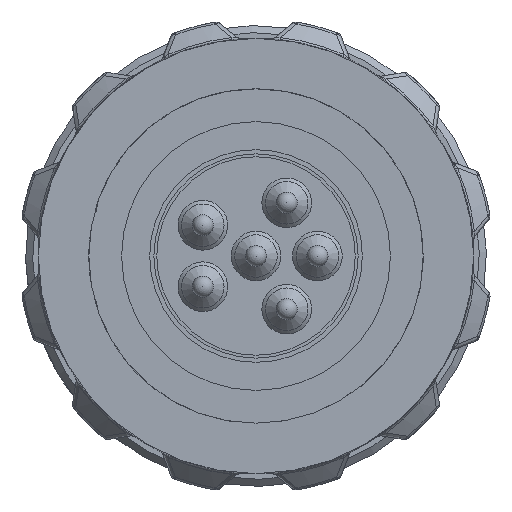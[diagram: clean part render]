
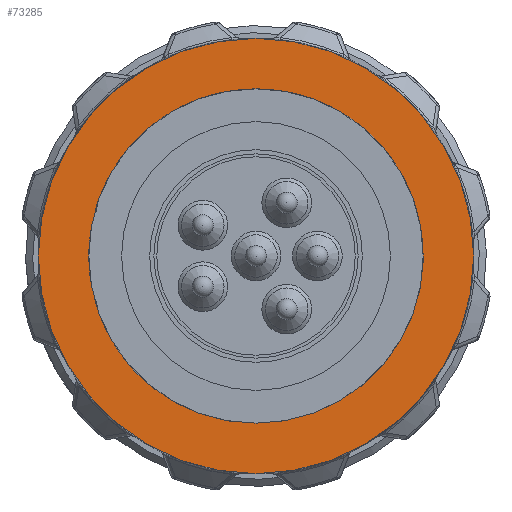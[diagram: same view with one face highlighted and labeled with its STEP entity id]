
A CAD part, left-side view. The second image highlights one B-rep face of the part: STEP entity #73285.
In plain terms, the highlighted planar face has unit normal (-1, 0, 0).
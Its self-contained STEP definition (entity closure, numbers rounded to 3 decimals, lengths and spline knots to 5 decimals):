
#1860=FACE_BOUND('',#12372,.T.);
#2401=CIRCLE('',#78826,0.307);
#2402=CIRCLE('',#78827,0.307);
#2513=CIRCLE('',#78992,0.23);
#2514=CIRCLE('',#78993,0.23);
#7690=FACE_OUTER_BOUND('',#12371,.T.);
#12371=EDGE_LOOP('',(#60500,#60501));
#12372=EDGE_LOOP('',(#60502,#60503));
#30503=VERTEX_POINT('',#121493);
#30504=VERTEX_POINT('',#121494);
#30943=VERTEX_POINT('',#129207);
#30944=VERTEX_POINT('',#129209);
#39274=EDGE_CURVE('',#30503,#30504,#2401,.T.);
#39275=EDGE_CURVE('',#30504,#30503,#2402,.T.);
#39789=EDGE_CURVE('',#30943,#30944,#2513,.T.);
#39790=EDGE_CURVE('',#30944,#30943,#2514,.T.);
#60500=ORIENTED_EDGE('',*,*,#39274,.T.);
#60501=ORIENTED_EDGE('',*,*,#39275,.T.);
#60502=ORIENTED_EDGE('',*,*,#39790,.F.);
#60503=ORIENTED_EDGE('',*,*,#39789,.F.);
#64793=PLANE('',#80427);
#73285=ADVANCED_FACE('',(#7690,#1860),#64793,.T.);
#78826=AXIS2_PLACEMENT_3D('',#121495,#96341,#96342);
#78827=AXIS2_PLACEMENT_3D('',#121496,#96343,#96344);
#78992=AXIS2_PLACEMENT_3D('',#129210,#96837,#96838);
#78993=AXIS2_PLACEMENT_3D('',#129211,#96839,#96840);
#80427=AXIS2_PLACEMENT_3D('',#140102,#99974,#99975);
#96341=DIRECTION('center_axis',(-1.,0.,0.));
#96342=DIRECTION('ref_axis',(0.,0.,1.));
#96343=DIRECTION('center_axis',(-1.,0.,0.));
#96344=DIRECTION('ref_axis',(0.,0.,1.));
#96837=DIRECTION('center_axis',(-1.,0.,0.));
#96838=DIRECTION('ref_axis',(0.,0.,1.));
#96839=DIRECTION('center_axis',(-1.,0.,0.));
#96840=DIRECTION('ref_axis',(0.,0.,1.));
#99974=DIRECTION('center_axis',(-1.,0.,0.));
#99975=DIRECTION('ref_axis',(0.,0.,1.));
#121493=CARTESIAN_POINT('',(-1.,0.,0.307));
#121494=CARTESIAN_POINT('',(-1.,0.,-0.307));
#121495=CARTESIAN_POINT('Origin',(-1.,0.,0.));
#121496=CARTESIAN_POINT('Origin',(-1.,0.,0.));
#129207=CARTESIAN_POINT('',(-1.,0.,-0.23));
#129209=CARTESIAN_POINT('',(-1.,0.,0.23));
#129210=CARTESIAN_POINT('Origin',(-1.,0.,0.));
#129211=CARTESIAN_POINT('Origin',(-1.,0.,0.));
#140102=CARTESIAN_POINT('Origin',(-1.,0.,0.2685));
